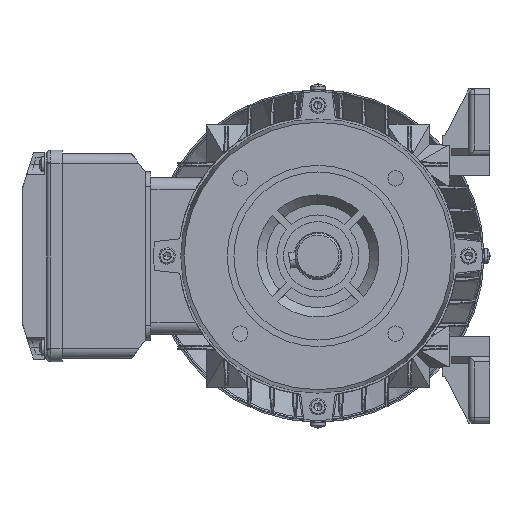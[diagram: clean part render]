
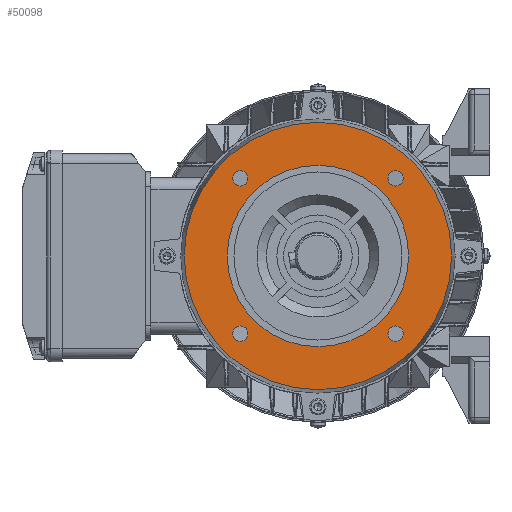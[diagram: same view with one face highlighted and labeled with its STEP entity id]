
A CAD part, left-side view. The second image highlights one B-rep face of the part: STEP entity #50098.
In plain terms, the highlighted planar face has unit normal (-1, 0, 0).
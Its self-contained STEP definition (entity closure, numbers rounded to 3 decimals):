
#887 = CARTESIAN_POINT ( 'NONE',  ( 3., 40.659, -36.659 ) ) ;
#982 = DIRECTION ( 'NONE',  ( 0., 0., 1. ) ) ;
#983 = DIRECTION ( 'NONE',  ( -1., 0., 0. ) ) ;
#984 = CARTESIAN_POINT ( 'NONE',  ( 3., 40.659, 40.659 ) ) ;
#985 = AXIS2_PLACEMENT_3D ( 'NONE', #984, #983, #982 ) ;
#986 = CIRCLE ( 'NONE', #985, 4. ) ;
#1010 = DIRECTION ( 'NONE',  ( 0., 0., 1. ) ) ;
#1011 = DIRECTION ( 'NONE',  ( -1., 0., 0. ) ) ;
#1012 = CARTESIAN_POINT ( 'NONE',  ( 3., -40.659, -40.659 ) ) ;
#1013 = AXIS2_PLACEMENT_3D ( 'NONE', #1012, #1011, #1010 ) ;
#1014 = CIRCLE ( 'NONE', #1013, 4. ) ;
#1029 = CARTESIAN_POINT ( 'NONE',  ( 3., 40.659, -44.659 ) ) ;
#1030 = DIRECTION ( 'NONE',  ( 0., 0., 1. ) ) ;
#1031 = DIRECTION ( 'NONE',  ( -1., 0., 0. ) ) ;
#1032 = CARTESIAN_POINT ( 'NONE',  ( 3., 40.659, -40.659 ) ) ;
#1033 = AXIS2_PLACEMENT_3D ( 'NONE', #1032, #1031, #1030 ) ;
#1034 = CIRCLE ( 'NONE', #1033, 4. ) ;
#1045 = CARTESIAN_POINT ( 'NONE',  ( 3., -40.659, 36.659 ) ) ;
#1046 = DIRECTION ( 'NONE',  ( 0., 0., 1. ) ) ;
#1047 = DIRECTION ( 'NONE',  ( -1., 0., 0. ) ) ;
#1048 = CARTESIAN_POINT ( 'NONE',  ( 3., -40.659, 40.659 ) ) ;
#1049 = AXIS2_PLACEMENT_3D ( 'NONE', #1048, #1047, #1046 ) ;
#1051 = CIRCLE ( 'NONE', #1049, 4. ) ;
#1057 = CARTESIAN_POINT ( 'NONE',  ( 3., -40.659, 44.659 ) ) ;
#1069 = CARTESIAN_POINT ( 'NONE',  ( 3., -40.659, -44.659 ) ) ;
#1070 = CARTESIAN_POINT ( 'NONE',  ( 3., -40.659, -36.659 ) ) ;
#1162 = CARTESIAN_POINT ( 'NONE',  ( 3., 40.659, 44.659 ) ) ;
#1163 = CARTESIAN_POINT ( 'NONE',  ( 3., 40.659, 36.659 ) ) ;
#26751 = VERTEX_POINT ( 'NONE', #887 ) ;
#26796 = EDGE_CURVE ( 'NONE', #26867, #26868, #986, .T. ) ;
#26803 = EDGE_CURVE ( 'NONE', #26804, #26751, #1034, .T. ) ;
#26804 = VERTEX_POINT ( 'NONE', #1029 ) ;
#26812 = EDGE_CURVE ( 'NONE', #26818, #26816, #1014, .T. ) ;
#26816 = VERTEX_POINT ( 'NONE', #1070 ) ;
#26818 = VERTEX_POINT ( 'NONE', #1069 ) ;
#26826 = VERTEX_POINT ( 'NONE', #1057 ) ;
#26827 = EDGE_CURVE ( 'NONE', #26830, #26826, #1051, .T. ) ;
#26830 = VERTEX_POINT ( 'NONE', #1045 ) ;
#26867 = VERTEX_POINT ( 'NONE', #1163 ) ;
#26868 = VERTEX_POINT ( 'NONE', #1162 ) ;
#48327 = VERTEX_POINT ( 'NONE', #78627 ) ;
#48377 = VERTEX_POINT ( 'NONE', #78740 ) ;
#48379 = EDGE_CURVE ( 'NONE', #48327, #48377, #78739, .T. ) ;
#50098 = ADVANCED_FACE ( 'NONE', ( #82148, #82143, #82142, #82141, #82140, #82139 ), #82138, .T. ) ;
#50124 = ORIENTED_EDGE ( 'NONE', *, *, #50197, .F. ) ;
#50137 = ORIENTED_EDGE ( 'NONE', *, *, #26827, .F. ) ;
#50139 = ORIENTED_EDGE ( 'NONE', *, *, #50231, .F. ) ;
#50142 = EDGE_LOOP ( 'NONE', ( #50137, #50139 ) ) ;
#50189 = EDGE_CURVE ( 'NONE', #51456, #51485, #82316, .T. ) ;
#50197 = EDGE_CURVE ( 'NONE', #26816, #26818, #82351, .T. ) ;
#50226 = EDGE_LOOP ( 'NONE', ( #50228, #50124 ) ) ;
#50228 = ORIENTED_EDGE ( 'NONE', *, *, #26812, .F. ) ;
#50231 = EDGE_CURVE ( 'NONE', #26826, #26830, #82386, .T. ) ;
#50234 = EDGE_LOOP ( 'NONE', ( #50324, #50297 ) ) ;
#50241 = EDGE_LOOP ( 'NONE', ( #50283, #50316 ) ) ;
#50246 = ORIENTED_EDGE ( 'NONE', *, *, #48379, .F. ) ;
#50254 = EDGE_CURVE ( 'NONE', #26868, #26867, #82447, .T. ) ;
#50261 = ORIENTED_EDGE ( 'NONE', *, *, #50189, .T. ) ;
#50270 = EDGE_CURVE ( 'NONE', #26751, #26804, #82488, .T. ) ;
#50274 = EDGE_CURVE ( 'NONE', #48377, #48327, #82534, .T. ) ;
#50283 = ORIENTED_EDGE ( 'NONE', *, *, #26796, .F. ) ;
#50295 = ORIENTED_EDGE ( 'NONE', *, *, #51394, .T. ) ;
#50297 = ORIENTED_EDGE ( 'NONE', *, *, #50270, .F. ) ;
#50316 = ORIENTED_EDGE ( 'NONE', *, *, #50254, .F. ) ;
#50318 = EDGE_LOOP ( 'NONE', ( #50295, #50261 ) ) ;
#50324 = ORIENTED_EDGE ( 'NONE', *, *, #26803, .F. ) ;
#50329 = ORIENTED_EDGE ( 'NONE', *, *, #50274, .F. ) ;
#50343 = EDGE_LOOP ( 'NONE', ( #50246, #50329 ) ) ;
#51394 = EDGE_CURVE ( 'NONE', #51485, #51456, #84873, .T. ) ;
#51456 = VERTEX_POINT ( 'NONE', #84982 ) ;
#51485 = VERTEX_POINT ( 'NONE', #85051 ) ;
#78627 = CARTESIAN_POINT ( 'NONE',  ( 3., 0., 47.5 ) ) ;
#78735 = DIRECTION ( 'NONE',  ( 0., 0., 1. ) ) ;
#78736 = DIRECTION ( 'NONE',  ( -1., 0., 0. ) ) ;
#78737 = CARTESIAN_POINT ( 'NONE',  ( 3., 0., 0. ) ) ;
#78738 = AXIS2_PLACEMENT_3D ( 'NONE', #78737, #78736, #78735 ) ;
#78739 = CIRCLE ( 'NONE', #78738, 47.5 ) ;
#78740 = CARTESIAN_POINT ( 'NONE',  ( 3., 0., -47.5 ) ) ;
#82133 = DIRECTION ( 'NONE',  ( 0., 0., 1. ) ) ;
#82134 = DIRECTION ( 'NONE',  ( -1., 0., 0. ) ) ;
#82135 = AXIS2_PLACEMENT_3D ( 'NONE', #82137, #82134, #82133 ) ;
#82137 = CARTESIAN_POINT ( 'NONE',  ( 3., -28.387, 0. ) ) ;
#82138 = PLANE ( 'NONE',  #82135 ) ;
#82139 = FACE_BOUND ( 'NONE', #50343, .T. ) ;
#82140 = FACE_OUTER_BOUND ( 'NONE', #50318, .T. ) ;
#82141 = FACE_BOUND ( 'NONE', #50241, .T. ) ;
#82142 = FACE_BOUND ( 'NONE', #50234, .T. ) ;
#82143 = FACE_BOUND ( 'NONE', #50226, .T. ) ;
#82148 = FACE_BOUND ( 'NONE', #50142, .T. ) ;
#82308 = DIRECTION ( 'NONE',  ( 0., 0., 1. ) ) ;
#82309 = DIRECTION ( 'NONE',  ( -1., 0., 0. ) ) ;
#82310 = CARTESIAN_POINT ( 'NONE',  ( 3., 0., 0. ) ) ;
#82311 = AXIS2_PLACEMENT_3D ( 'NONE', #82310, #82309, #82308 ) ;
#82316 = CIRCLE ( 'NONE', #82311, 70. ) ;
#82348 = DIRECTION ( 'NONE',  ( 0., 0., 1. ) ) ;
#82349 = DIRECTION ( 'NONE',  ( -1., 0., 0. ) ) ;
#82350 = AXIS2_PLACEMENT_3D ( 'NONE', #82355, #82349, #82348 ) ;
#82351 = CIRCLE ( 'NONE', #82350, 4. ) ;
#82355 = CARTESIAN_POINT ( 'NONE',  ( 3., -40.659, -40.659 ) ) ;
#82386 = CIRCLE ( 'NONE', #82439, 4. ) ;
#82436 = DIRECTION ( 'NONE',  ( 0., 0., 1. ) ) ;
#82437 = DIRECTION ( 'NONE',  ( -1., 0., 0. ) ) ;
#82438 = CARTESIAN_POINT ( 'NONE',  ( 3., -40.659, 40.659 ) ) ;
#82439 = AXIS2_PLACEMENT_3D ( 'NONE', #82438, #82437, #82436 ) ;
#82447 = CIRCLE ( 'NONE', #82515, 4. ) ;
#82488 = CIRCLE ( 'NONE', #82549, 4. ) ;
#82512 = DIRECTION ( 'NONE',  ( 0., 0., 1. ) ) ;
#82513 = DIRECTION ( 'NONE',  ( -1., 0., 0. ) ) ;
#82514 = CARTESIAN_POINT ( 'NONE',  ( 3., 40.659, 40.659 ) ) ;
#82515 = AXIS2_PLACEMENT_3D ( 'NONE', #82514, #82513, #82512 ) ;
#82530 = DIRECTION ( 'NONE',  ( 0., 0., 1. ) ) ;
#82531 = DIRECTION ( 'NONE',  ( -1., 0., 0. ) ) ;
#82532 = CARTESIAN_POINT ( 'NONE',  ( 3., 0., 0. ) ) ;
#82533 = AXIS2_PLACEMENT_3D ( 'NONE', #82532, #82531, #82530 ) ;
#82534 = CIRCLE ( 'NONE', #82533, 47.5 ) ;
#82546 = DIRECTION ( 'NONE',  ( 0., 0., 1. ) ) ;
#82547 = DIRECTION ( 'NONE',  ( -1., 0., 0. ) ) ;
#82548 = CARTESIAN_POINT ( 'NONE',  ( 3., 40.659, -40.659 ) ) ;
#82549 = AXIS2_PLACEMENT_3D ( 'NONE', #82548, #82547, #82546 ) ;
#84870 = DIRECTION ( 'NONE',  ( 0., 0., 1. ) ) ;
#84871 = DIRECTION ( 'NONE',  ( -1., 0., 0. ) ) ;
#84872 = AXIS2_PLACEMENT_3D ( 'NONE', #84879, #84871, #84870 ) ;
#84873 = CIRCLE ( 'NONE', #84872, 70. ) ;
#84879 = CARTESIAN_POINT ( 'NONE',  ( 3., 0., 0. ) ) ;
#84982 = CARTESIAN_POINT ( 'NONE',  ( 3., 0., -70. ) ) ;
#85051 = CARTESIAN_POINT ( 'NONE',  ( 3., 0., 70. ) ) ;
